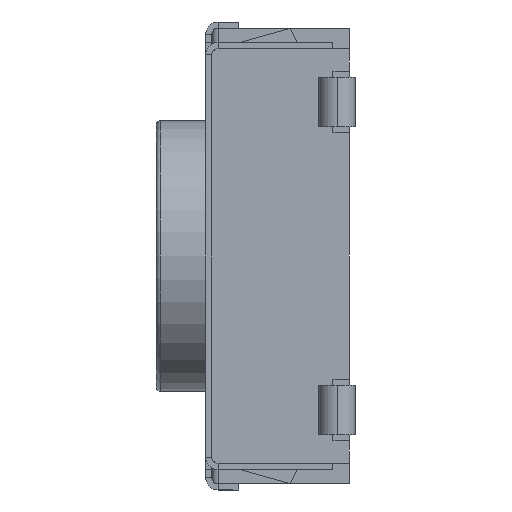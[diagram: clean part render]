
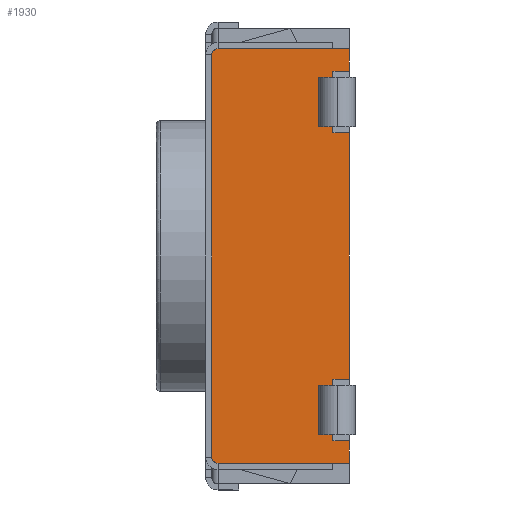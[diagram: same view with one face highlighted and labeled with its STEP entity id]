
A CAD part, left-side view. The second image highlights one B-rep face of the part: STEP entity #1930.
In plain terms, the highlighted planar face has unit normal (-1, 0, 0).
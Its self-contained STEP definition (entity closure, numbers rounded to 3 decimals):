
#48 = LINE ( 'NONE', #3388, #4294 ) ;
#115 = ORIENTED_EDGE ( 'NONE', *, *, #5241, .T. ) ;
#118 = VERTEX_POINT ( 'NONE', #3246 ) ;
#128 = LINE ( 'NONE', #2747, #4944 ) ;
#211 = VERTEX_POINT ( 'NONE', #5654 ) ;
#242 = ORIENTED_EDGE ( 'NONE', *, *, #2436, .T. ) ;
#386 = ORIENTED_EDGE ( 'NONE', *, *, #1025, .T. ) ;
#429 = EDGE_CURVE ( 'NONE', #2659, #3568, #4468, .T. ) ;
#445 = EDGE_CURVE ( 'NONE', #6029, #3443, #2650, .T. ) ;
#634 = CARTESIAN_POINT ( 'NONE',  ( -5.7, -0.15, -5.05 ) ) ;
#696 = CARTESIAN_POINT ( 'NONE',  ( -5.7, -3.5, -5.05 ) ) ;
#735 = ORIENTED_EDGE ( 'NONE', *, *, #3181, .T. ) ;
#930 = CARTESIAN_POINT ( 'NONE',  ( -5.7, -0.3, -5.05 ) ) ;
#934 = EDGE_CURVE ( 'NONE', #3568, #211, #5459, .T. ) ;
#1025 = EDGE_CURVE ( 'NONE', #2212, #1617, #3526, .T. ) ;
#1034 = ORIENTED_EDGE ( 'NONE', *, *, #1263, .F. ) ;
#1055 = CARTESIAN_POINT ( 'NONE',  ( -5.7, -3.5, -5.05 ) ) ;
#1095 = EDGE_LOOP ( 'NONE', ( #3116, #4188, #5215, #3156, #242, #735, #115, #386, #4849, #1260, #4282, #1034, #2417, #1169 ) ) ;
#1114 = VECTOR ( 'NONE', #1247, 1000. ) ;
#1127 = AXIS2_PLACEMENT_3D ( 'NONE', #3357, #2415, #2890 ) ;
#1160 = CARTESIAN_POINT ( 'NONE',  ( -5.7, -3.5, 3. ) ) ;
#1169 = ORIENTED_EDGE ( 'NONE', *, *, #429, .F. ) ;
#1184 = DIRECTION ( 'NONE',  ( 0., 0., -1. ) ) ;
#1202 = EDGE_CURVE ( 'NONE', #3443, #1617, #4465, .T. ) ;
#1237 = LINE ( 'NONE', #1160, #2850 ) ;
#1247 = DIRECTION ( 'NONE',  ( 0., -1., 0. ) ) ;
#1260 = ORIENTED_EDGE ( 'NONE', *, *, #445, .F. ) ;
#1263 = EDGE_CURVE ( 'NONE', #211, #3680, #2357, .T. ) ;
#1328 = CARTESIAN_POINT ( 'NONE',  ( -5.7, -3.5, -3. ) ) ;
#1401 = EDGE_CURVE ( 'NONE', #3680, #6029, #1565, .T. ) ;
#1405 = VECTOR ( 'NONE', #2507, 1000. ) ;
#1564 = DIRECTION ( 'NONE',  ( 0., -1., 0. ) ) ;
#1565 = LINE ( 'NONE', #2633, #1114 ) ;
#1617 = VERTEX_POINT ( 'NONE', #930 ) ;
#1646 = VERTEX_POINT ( 'NONE', #5973 ) ;
#1768 = VECTOR ( 'NONE', #4879, 1000. ) ;
#1930 = ADVANCED_FACE ( 'NONE', ( #4242 ), #3880, .F. ) ;
#2085 = DIRECTION ( 'NONE',  ( 0., 0., -1. ) ) ;
#2105 = DIRECTION ( 'NONE',  ( 0., 1., 0. ) ) ;
#2156 = VECTOR ( 'NONE', #2085, 1000. ) ;
#2212 = VERTEX_POINT ( 'NONE', #3041 ) ;
#2357 = LINE ( 'NONE', #5281, #5260 ) ;
#2376 = DIRECTION ( 'NONE',  ( 0., 1., 0. ) ) ;
#2415 = DIRECTION ( 'NONE',  ( -1., 0., 0. ) ) ;
#2417 = ORIENTED_EDGE ( 'NONE', *, *, #934, .F. ) ;
#2436 = EDGE_CURVE ( 'NONE', #3611, #1646, #128, .T. ) ;
#2507 = DIRECTION ( 'NONE',  ( 0., 1., 0. ) ) ;
#2524 = CARTESIAN_POINT ( 'NONE',  ( -5.7, -3.5, 3. ) ) ;
#2551 = VERTEX_POINT ( 'NONE', #4706 ) ;
#2608 = LINE ( 'NONE', #634, #2156 ) ;
#2633 = CARTESIAN_POINT ( 'NONE',  ( -5.7, -3.5, -4.5 ) ) ;
#2650 = LINE ( 'NONE', #3489, #1768 ) ;
#2659 = VERTEX_POINT ( 'NONE', #2524 ) ;
#2708 = CIRCLE ( 'NONE', #1127, 0.15 ) ;
#2747 = CARTESIAN_POINT ( 'NONE',  ( -5.7, -3.5, 5.05 ) ) ;
#2850 = VECTOR ( 'NONE', #2105, 1000. ) ;
#2890 = DIRECTION ( 'NONE',  ( 0., 0., -1. ) ) ;
#2958 = CARTESIAN_POINT ( 'NONE',  ( -5.7, -3.5, -5.05 ) ) ;
#3020 = CARTESIAN_POINT ( 'NONE',  ( -5.7, -3.1, 4.5 ) ) ;
#3041 = CARTESIAN_POINT ( 'NONE',  ( -5.7, -0.15, -4.9 ) ) ;
#3116 = ORIENTED_EDGE ( 'NONE', *, *, #3752, .T. ) ;
#3148 = VECTOR ( 'NONE', #1184, 1000. ) ;
#3156 = ORIENTED_EDGE ( 'NONE', *, *, #5367, .F. ) ;
#3181 = EDGE_CURVE ( 'NONE', #1646, #118, #2708, .T. ) ;
#3229 = CARTESIAN_POINT ( 'NONE',  ( -5.7, -3.5, -4.5 ) ) ;
#3246 = CARTESIAN_POINT ( 'NONE',  ( -5.7, -0.15, 4.9 ) ) ;
#3285 = DIRECTION ( 'NONE',  ( -1., 0., 0. ) ) ;
#3357 = CARTESIAN_POINT ( 'NONE',  ( -5.7, -0.3, 4.9 ) ) ;
#3388 = CARTESIAN_POINT ( 'NONE',  ( -5.7, -3.1, 4.5 ) ) ;
#3392 = CARTESIAN_POINT ( 'NONE',  ( -5.7, -3.5, 4.5 ) ) ;
#3414 = VERTEX_POINT ( 'NONE', #5067 ) ;
#3443 = VERTEX_POINT ( 'NONE', #5939 ) ;
#3445 = CARTESIAN_POINT ( 'NONE',  ( -5.7, -3.1, -4.5 ) ) ;
#3489 = CARTESIAN_POINT ( 'NONE',  ( -5.7, -3.5, -5.05 ) ) ;
#3526 = CIRCLE ( 'NONE', #4810, 0.15 ) ;
#3568 = VERTEX_POINT ( 'NONE', #5571 ) ;
#3611 = VERTEX_POINT ( 'NONE', #5550 ) ;
#3680 = VERTEX_POINT ( 'NONE', #3445 ) ;
#3752 = EDGE_CURVE ( 'NONE', #2659, #3414, #1237, .T. ) ;
#3842 = AXIS2_PLACEMENT_3D ( 'NONE', #2958, #5689, #5712 ) ;
#3880 = PLANE ( 'NONE',  #3842 ) ;
#4188 = ORIENTED_EDGE ( 'NONE', *, *, #4326, .T. ) ;
#4242 = FACE_OUTER_BOUND ( 'NONE', #1095, .T. ) ;
#4282 = ORIENTED_EDGE ( 'NONE', *, *, #1401, .F. ) ;
#4284 = VECTOR ( 'NONE', #1564, 1000. ) ;
#4294 = VECTOR ( 'NONE', #4339, 1000. ) ;
#4326 = EDGE_CURVE ( 'NONE', #3414, #4371, #48, .T. ) ;
#4339 = DIRECTION ( 'NONE',  ( 0., 0., 1. ) ) ;
#4371 = VERTEX_POINT ( 'NONE', #3020 ) ;
#4465 = LINE ( 'NONE', #1055, #1405 ) ;
#4468 = LINE ( 'NONE', #696, #3148 ) ;
#4706 = CARTESIAN_POINT ( 'NONE',  ( -5.7, -3.5, 4.5 ) ) ;
#4810 = AXIS2_PLACEMENT_3D ( 'NONE', #5186, #3285, #5646 ) ;
#4849 = ORIENTED_EDGE ( 'NONE', *, *, #1202, .F. ) ;
#4879 = DIRECTION ( 'NONE',  ( 0., 0., -1. ) ) ;
#4939 = CARTESIAN_POINT ( 'NONE',  ( -5.7, -3.5, -5.05 ) ) ;
#4944 = VECTOR ( 'NONE', #2376, 1000. ) ;
#4964 = DIRECTION ( 'NONE',  ( 0., 0., -1. ) ) ;
#5067 = CARTESIAN_POINT ( 'NONE',  ( -5.7, -3.1, 3. ) ) ;
#5069 = LINE ( 'NONE', #4939, #5731 ) ;
#5186 = CARTESIAN_POINT ( 'NONE',  ( -5.7, -0.3, -4.9 ) ) ;
#5210 = EDGE_CURVE ( 'NONE', #4371, #2551, #5944, .T. ) ;
#5215 = ORIENTED_EDGE ( 'NONE', *, *, #5210, .T. ) ;
#5241 = EDGE_CURVE ( 'NONE', #118, #2212, #2608, .T. ) ;
#5260 = VECTOR ( 'NONE', #4964, 1000. ) ;
#5281 = CARTESIAN_POINT ( 'NONE',  ( -5.7, -3.1, -4.5 ) ) ;
#5362 = DIRECTION ( 'NONE',  ( 0., 0., -1. ) ) ;
#5367 = EDGE_CURVE ( 'NONE', #3611, #2551, #5069, .T. ) ;
#5459 = LINE ( 'NONE', #1328, #5615 ) ;
#5550 = CARTESIAN_POINT ( 'NONE',  ( -5.7, -3.5, 5.05 ) ) ;
#5571 = CARTESIAN_POINT ( 'NONE',  ( -5.7, -3.5, -3. ) ) ;
#5615 = VECTOR ( 'NONE', #6022, 1000. ) ;
#5646 = DIRECTION ( 'NONE',  ( 0., 0., -1. ) ) ;
#5654 = CARTESIAN_POINT ( 'NONE',  ( -5.7, -3.1, -3. ) ) ;
#5689 = DIRECTION ( 'NONE',  ( 1., 0., 0. ) ) ;
#5712 = DIRECTION ( 'NONE',  ( 0., 0., -1. ) ) ;
#5731 = VECTOR ( 'NONE', #5362, 1000. ) ;
#5939 = CARTESIAN_POINT ( 'NONE',  ( -5.7, -3.5, -5.05 ) ) ;
#5944 = LINE ( 'NONE', #3392, #4284 ) ;
#5973 = CARTESIAN_POINT ( 'NONE',  ( -5.7, -0.3, 5.05 ) ) ;
#6022 = DIRECTION ( 'NONE',  ( 0., 1., 0. ) ) ;
#6029 = VERTEX_POINT ( 'NONE', #3229 ) ;
